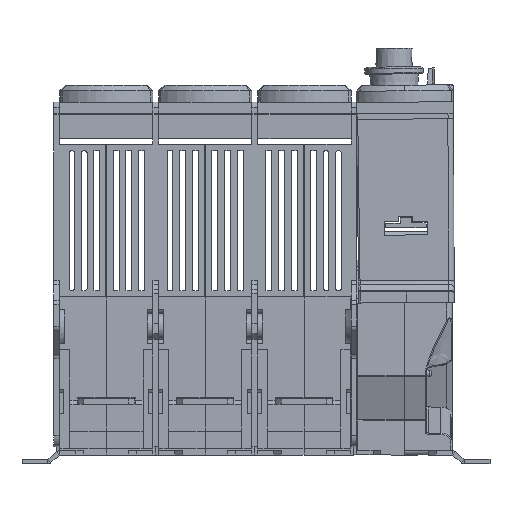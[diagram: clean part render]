
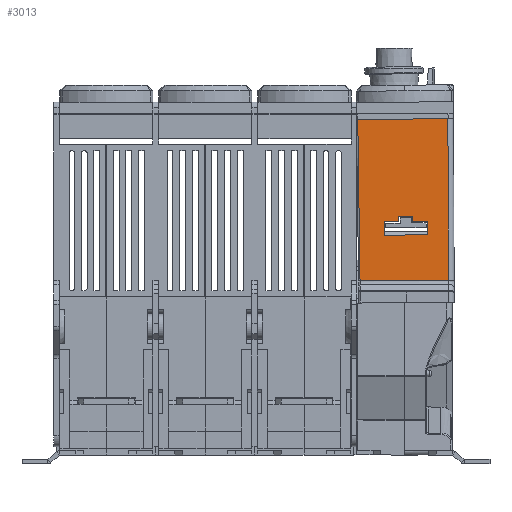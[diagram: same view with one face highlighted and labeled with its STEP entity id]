
A CAD part, left-side view. The second image highlights one B-rep face of the part: STEP entity #3013.
In plain terms, the highlighted planar face has unit normal (-1, 0, 0).
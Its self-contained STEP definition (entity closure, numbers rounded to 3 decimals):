
#3013=ADVANCED_FACE('',(#6406,#6407),#4995,.T.);
#4995=PLANE('',#42309);
#6406=FACE_BOUND('',#6950,.T.);
#6407=FACE_BOUND('',#6951,.T.);
#6950=EDGE_LOOP('',(#10214,#10215,#10216,#10217));
#6951=EDGE_LOOP('',(#10218,#10219,#10220,#10221,#10222,#10223,#10224,#10225));
#10214=ORIENTED_EDGE('',*,*,#25749,.F.);
#10215=ORIENTED_EDGE('',*,*,#25750,.F.);
#10216=ORIENTED_EDGE('',*,*,#25751,.F.);
#10217=ORIENTED_EDGE('',*,*,#25752,.T.);
#10218=ORIENTED_EDGE('',*,*,#25753,.T.);
#10219=ORIENTED_EDGE('',*,*,#25754,.T.);
#10220=ORIENTED_EDGE('',*,*,#25755,.T.);
#10221=ORIENTED_EDGE('',*,*,#25756,.F.);
#10222=ORIENTED_EDGE('',*,*,#25757,.F.);
#10223=ORIENTED_EDGE('',*,*,#25758,.T.);
#10224=ORIENTED_EDGE('',*,*,#25759,.F.);
#10225=ORIENTED_EDGE('',*,*,#25760,.F.);
#21270=VERTEX_POINT('',#56115);
#21271=VERTEX_POINT('',#56116);
#21272=VERTEX_POINT('',#56118);
#21273=VERTEX_POINT('',#56120);
#21274=VERTEX_POINT('',#56123);
#21275=VERTEX_POINT('',#56124);
#21276=VERTEX_POINT('',#56126);
#21277=VERTEX_POINT('',#56128);
#21278=VERTEX_POINT('',#56130);
#21279=VERTEX_POINT('',#56132);
#21280=VERTEX_POINT('',#56134);
#21281=VERTEX_POINT('',#56136);
#25749=EDGE_CURVE('',#21270,#21271,#32177,.T.);
#25750=EDGE_CURVE('',#21272,#21270,#32178,.T.);
#25751=EDGE_CURVE('',#21273,#21272,#32179,.T.);
#25752=EDGE_CURVE('',#21273,#21271,#32180,.T.);
#25753=EDGE_CURVE('',#21274,#21275,#32181,.T.);
#25754=EDGE_CURVE('',#21275,#21276,#32182,.T.);
#25755=EDGE_CURVE('',#21276,#21277,#32183,.T.);
#25756=EDGE_CURVE('',#21278,#21277,#32184,.T.);
#25757=EDGE_CURVE('',#21279,#21278,#32185,.T.);
#25758=EDGE_CURVE('',#21279,#21280,#32186,.T.);
#25759=EDGE_CURVE('',#21281,#21280,#32187,.T.);
#25760=EDGE_CURVE('',#21274,#21281,#32188,.T.);
#32177=LINE('',#56114,#37235);
#32178=LINE('',#56117,#37236);
#32179=LINE('',#56119,#37237);
#32180=LINE('',#56121,#37238);
#32181=LINE('',#56122,#37239);
#32182=LINE('',#56125,#37240);
#32183=LINE('',#56127,#37241);
#32184=LINE('',#56129,#37242);
#32185=LINE('',#56131,#37243);
#32186=LINE('',#56133,#37244);
#32187=LINE('',#56135,#37245);
#32188=LINE('',#56137,#37246);
#37235=VECTOR('',#45274,1.);
#37236=VECTOR('',#45275,1.);
#37237=VECTOR('',#45276,1.);
#37238=VECTOR('',#45277,1.);
#37239=VECTOR('',#45278,1.);
#37240=VECTOR('',#45279,1.);
#37241=VECTOR('',#45280,1.);
#37242=VECTOR('',#45281,1.);
#37243=VECTOR('',#45282,1.);
#37244=VECTOR('',#45283,1.);
#37245=VECTOR('',#45284,1.);
#37246=VECTOR('',#45285,1.);
#42309=AXIS2_PLACEMENT_3D('',#56138,#45286,#45287);
#45274=DIRECTION('',(0.,0.014,1.));
#45275=DIRECTION('',(0.,1.,-0.009));
#45276=DIRECTION('',(0.,-0.003,-1.));
#45277=DIRECTION('',(0.,1.,-0.009));
#45278=DIRECTION('',(0.,-1.,0.009));
#45279=DIRECTION('',(0.,-0.009,-1.));
#45280=DIRECTION('',(0.,-1.,0.009));
#45281=DIRECTION('',(0.,0.,1.));
#45282=DIRECTION('',(0.,-1.,0.009));
#45283=DIRECTION('',(0.,0.017,1.));
#45284=DIRECTION('',(0.,1.,-0.009));
#45285=DIRECTION('',(0.,-0.009,-1.));
#45286=DIRECTION('',(-1.,0.,0.));
#45287=DIRECTION('',(0.,1.,-0.009));
#56114=CARTESIAN_POINT('',(-49.,-2.137,45.571));
#56115=CARTESIAN_POINT('',(-49.,-2.338,31.192));
#56116=CARTESIAN_POINT('',(-49.,-1.539,88.359));
#56117=CARTESIAN_POINT('',(-49.,-18.748,31.335));
#56118=CARTESIAN_POINT('',(-49.,-33.659,31.465));
#56119=CARTESIAN_POINT('',(-49.,-33.609,45.853));
#56120=CARTESIAN_POINT('',(-49.,-33.459,88.637));
#56121=CARTESIAN_POINT('',(-49.,-18.249,88.505));
#56122=CARTESIAN_POINT('',(-49.,-18.55,54.023));
#56123=CARTESIAN_POINT('',(-49.,-16.016,54.001));
#56124=CARTESIAN_POINT('',(-49.,-21.084,54.045));
#56125=CARTESIAN_POINT('',(-49.,-21.189,42.279));
#56126=CARTESIAN_POINT('',(-49.,-21.1,52.245));
#56127=CARTESIAN_POINT('',(-49.,-19.816,52.234));
#56128=CARTESIAN_POINT('',(-49.,-26.274,52.29));
#56129=CARTESIAN_POINT('',(-49.,-26.276,41.39));
#56130=CARTESIAN_POINT('',(-49.,-26.275,47.521));
#56131=CARTESIAN_POINT('',(-49.,-22.432,47.487));
#56132=CARTESIAN_POINT('',(-49.,-10.94,47.387));
#56133=CARTESIAN_POINT('',(-49.,-11.046,41.257));
#56134=CARTESIAN_POINT('',(-49.,-10.858,52.156));
#56135=CARTESIAN_POINT('',(-49.,-17.316,52.212));
#56136=CARTESIAN_POINT('',(-49.,-16.032,52.201));
#56137=CARTESIAN_POINT('',(-49.,-16.117,42.234));
#56138=CARTESIAN_POINT('',(-49.,-18.755,30.507));
